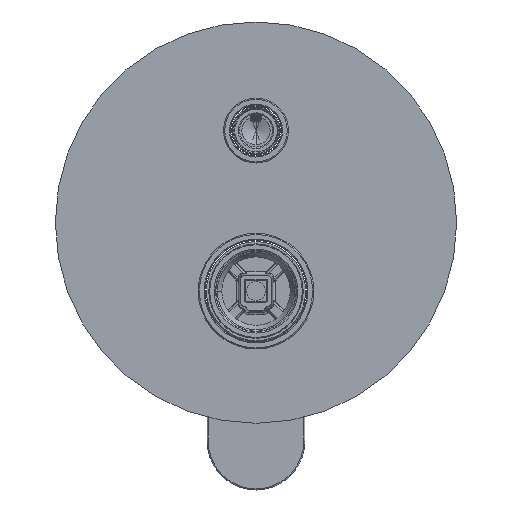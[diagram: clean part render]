
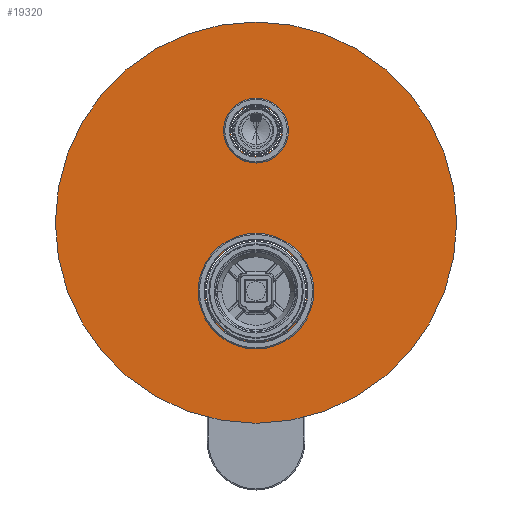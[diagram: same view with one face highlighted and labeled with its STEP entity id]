
A CAD part, front view. The second image highlights one B-rep face of the part: STEP entity #19320.
In plain terms, the highlighted face is planar.
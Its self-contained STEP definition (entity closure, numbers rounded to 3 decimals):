
#19189=CARTESIAN_POINT('',(0.,0.,0.));
#19190=DIRECTION('',(0.,0.,-1.));
#19191=DIRECTION('',(1.,0.,0.));
#19192=AXIS2_PLACEMENT_3D('',#19189,#19190,#19191);
#19194=CARTESIAN_POINT('',(0.,0.,0.));
#19195=DIRECTION('',(0.,0.,-1.));
#19196=DIRECTION('',(-1.,0.,0.));
#19197=AXIS2_PLACEMENT_3D('',#19194,#19195,#19196);
#19199=CARTESIAN_POINT('',(0.,68.,0.));
#19200=DIRECTION('',(0.,0.,-1.));
#19201=DIRECTION('',(1.,0.,0.));
#19202=AXIS2_PLACEMENT_3D('',#19199,#19200,#19201);
#19204=CARTESIAN_POINT('',(0.,68.,0.));
#19205=DIRECTION('',(0.,0.,-1.));
#19206=DIRECTION('',(-1.,0.,0.));
#19207=AXIS2_PLACEMENT_3D('',#19204,#19205,#19206);
#19209=CARTESIAN_POINT('',(0.,29.,0.));
#19210=DIRECTION('',(0.,0.,1.));
#19211=DIRECTION('',(1.,0.,0.));
#19212=AXIS2_PLACEMENT_3D('',#19209,#19210,#19211);
#19214=CARTESIAN_POINT('',(0.,29.,0.));
#19215=DIRECTION('',(0.,0.,1.));
#19216=DIRECTION('',(-1.,0.,0.));
#19217=AXIS2_PLACEMENT_3D('',#19214,#19215,#19216);
#19273=CARTESIAN_POINT('',(21.5,0.,0.));
#19274=CARTESIAN_POINT('',(-21.5,0.,0.));
#19275=VERTEX_POINT('',#19273);
#19276=VERTEX_POINT('',#19274);
#19277=CARTESIAN_POINT('',(10.75,68.,0.));
#19278=CARTESIAN_POINT('',(-10.75,68.,0.));
#19279=VERTEX_POINT('',#19277);
#19280=VERTEX_POINT('',#19278);
#19289=CARTESIAN_POINT('',(85.,29.,0.));
#19290=CARTESIAN_POINT('',(-85.,29.,0.));
#19291=VERTEX_POINT('',#19289);
#19292=VERTEX_POINT('',#19290);
#19297=CARTESIAN_POINT('',(0.,0.,0.));
#19298=DIRECTION('',(0.,0.,1.));
#19299=DIRECTION('',(1.,0.,0.));
#19300=AXIS2_PLACEMENT_3D('',#19297,#19298,#19299);
#19301=PLANE('',#19300);
#19303=ORIENTED_EDGE('',*,*,#19302,.T.);
#19305=ORIENTED_EDGE('',*,*,#19304,.T.);
#19306=EDGE_LOOP('',(#19303,#19305));
#19307=FACE_OUTER_BOUND('',#19306,.F.);
#19309=ORIENTED_EDGE('',*,*,#19308,.T.);
#19311=ORIENTED_EDGE('',*,*,#19310,.T.);
#19312=EDGE_LOOP('',(#19309,#19311));
#19313=FACE_BOUND('',#19312,.F.);
#19315=ORIENTED_EDGE('',*,*,#19314,.T.);
#19317=ORIENTED_EDGE('',*,*,#19316,.T.);
#19318=EDGE_LOOP('',(#19315,#19317));
#19319=FACE_BOUND('',#19318,.F.);
#19320=ADVANCED_FACE('',(#19307,#19313,#19319),#19301,.F.);
#19193=CIRCLE('',#19192,21.5);
#19198=CIRCLE('',#19197,21.5);
#19203=CIRCLE('',#19202,10.75);
#19208=CIRCLE('',#19207,10.75);
#19213=CIRCLE('',#19212,85.);
#19218=CIRCLE('',#19217,85.);
#19302=EDGE_CURVE('',#19291,#19292,#19213,.T.);
#19304=EDGE_CURVE('',#19292,#19291,#19218,.T.);
#19308=EDGE_CURVE('',#19279,#19280,#19203,.T.);
#19310=EDGE_CURVE('',#19280,#19279,#19208,.T.);
#19314=EDGE_CURVE('',#19275,#19276,#19193,.T.);
#19316=EDGE_CURVE('',#19276,#19275,#19198,.T.);
